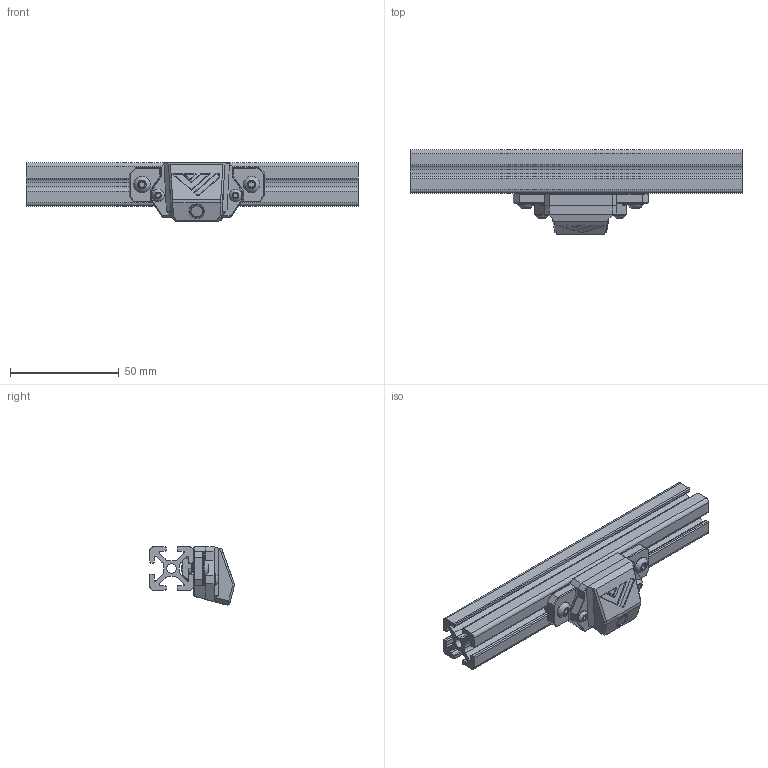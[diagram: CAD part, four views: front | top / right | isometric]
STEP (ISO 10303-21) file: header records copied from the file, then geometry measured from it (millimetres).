
FILE_DESCRIPTION(/* description */ (''),/* implementation_level */ '2;1');
FILE_NAME(/* name */ '3DO_usb-camera_VzBot.step',/* time_stamp */ '2023-12-26T14:59:50+01:00',/* author */ (''),/* organization */ (''),/* preprocessor_version */ 'ST-DEVELOPER v20',/* originating_system */ 'Autodesk Translation Framework v12.14.0.127',/* authorisation */ '');
FILE_SCHEMA (('AUTOMOTIVE_DESIGN { 1 0 10303 214 3 1 1 }'));
Products named in the file (15): 3DO_usb-camera_VzBot; 3DO_camera; PCB; Camera; 2020_T-Slot; Printed_parts; Housing_back; Housing_front; Camera_clip; Hardware; Heat-Set Insert_M3; M3x6_BHCS; M3x8_BHCS; M4x10_BHCS; M4_Hammer-nut
Assembly tree (19 placements, depth 3):
  3DO_usb-camera_VzBot
    3DO_camera
      PCB
      Camera
    2020_T-Slot
    Printed_parts
      Housing_back
      Housing_front
      Camera_clip
    Hardware
      Heat-Set Insert_M3  x2
      M3x6_BHCS  x2
      M3x8_BHCS  x2
      M4x10_BHCS  x2
      M4_Hammer-nut  x2
Bounding box: 152.4 x 38.76 x 26.82 mm (x, y, z)
Volume: 39677.6 mm3; surface area: 37862.9 mm2
Topology: 16 solids, 16 shells, 1275 faces, 3438 edges, 2233 vertices
Faces by surface type: plane 461, cylinder 375, bspline 318, cone 105, torus 10, sphere 6
Full cylindrical faces by diameter (mm): 2 x4, 2.35 x54, 2.9 x2, 3 x62, 3.091 x32, 3.3 x4, 3.705 x4, 3.9 x2, 4 x36, 4.3 x1, 4.5 x2, 4.65 x2, 5.25 x1, 5.7 x4, 6.5 x1, 7.6 x2
Entity records: 44461 total; most frequent: CARTESIAN_POINT 24000, ORIENTED_EDGE 4630, DIRECTION 3560, EDGE_CURVE 2315, VERTEX_POINT 1502, LINE 1220, VECTOR 1220, AXIS2_PLACEMENT_3D 1170
